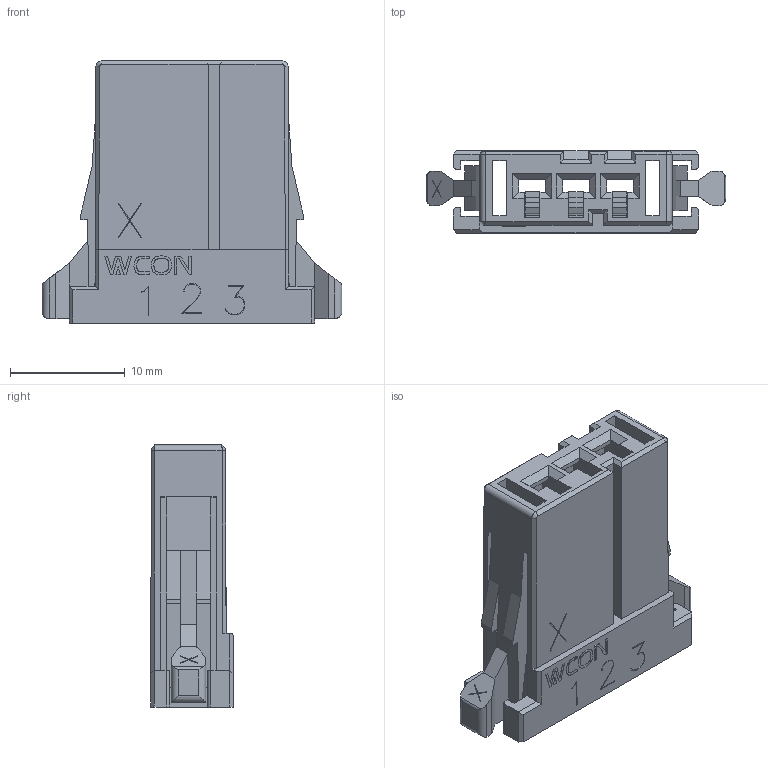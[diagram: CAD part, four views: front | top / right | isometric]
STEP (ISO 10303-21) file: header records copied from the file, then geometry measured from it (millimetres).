
FILE_DESCRIPTION( ('This file contains a STEP AP42 implementation' ,'as created by ZW3D STEP Interface translator.') ,'2;1' );
FILE_NAME( 'WD3810-1H03B001W.stp' ,'2312 6.134943', (''), ('ZWCAD Software Co.'), 'Version 1.0', 'ZW3D to STEP translator', '' );
FILE_SCHEMA(('AUTOMOTIVE_DESIGN { 1 0 10303 214 1 1 1 1 }'));
Length unit declared in the file: millimetre
Products named in the file (2): 0; WD3810-1H03B001W
Bounding box: 26.07 x 7.21 x 22.8 mm (x, y, z)
Volume: 1435.9 mm3; surface area: 3300.7 mm2
Topology: 1 solids, 1 shells, 453 faces, 1240 edges, 798 vertices
Faces by surface type: plane 404, cylinder 34, bspline 15
Entity records: 15025 total; most frequent: CARTESIAN_POINT 3173, ORIENTED_EDGE 2480, DIRECTION 2122, EDGE_CURVE 1240, VECTOR 1148, LINE 1148, VERTEX_POINT 798, AXIS2_PLACEMENT_3D 487
